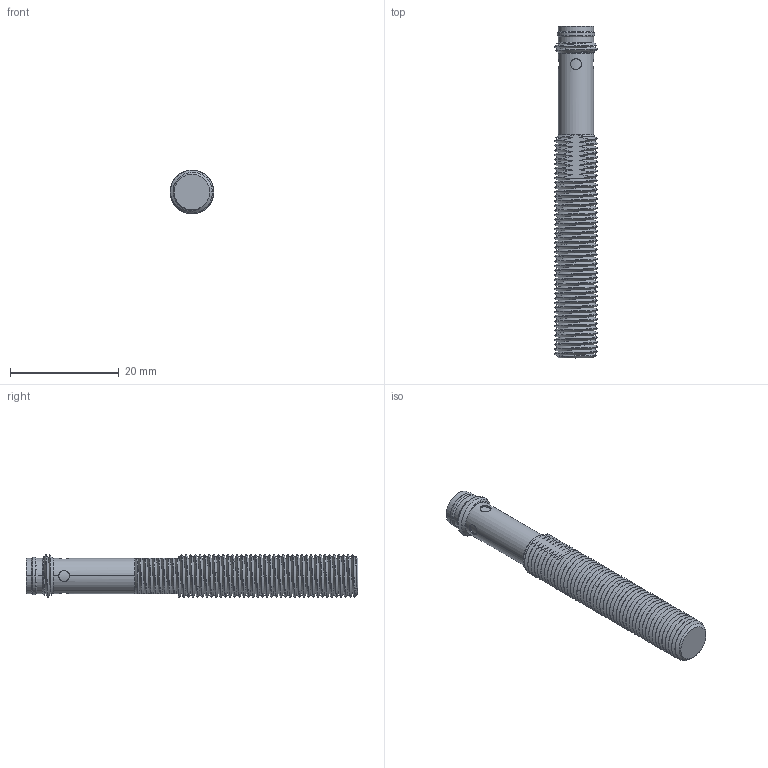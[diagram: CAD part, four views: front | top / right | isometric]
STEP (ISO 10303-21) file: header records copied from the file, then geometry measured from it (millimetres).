
FILE_DESCRIPTION((''),'2;1');
FILE_NAME('OCN1-0802X-XCL3','2017-02-13T',('Administrator'),(''),'PRO/ENGINEER BY PARAMETRIC TECHNOLOGY CORPORATION, 2007170','PRO/ENGINEER BY PARAMETRIC TECHNOLOGY CORPORATION, 2007170','');
FILE_SCHEMA(('CONFIG_CONTROL_DESIGN'));
Length unit declared in the file: millimetre
Products named in the file (1): OCN1-0802X-XCL3
Bounding box: 8 x 61 x 8 mm (x, y, z)
Volume: 2270.5 mm3; surface area: 2434.9 mm2
Topology: 1 solids, 1 shells, 211 faces, 640 edges, 431 vertices
Faces by surface type: cylinder 122, bspline 63, cone 13, plane 7, sphere 6
Entity records: 17151 total; most frequent: CARTESIAN_POINT 12337, ORIENTED_EDGE 1268, EDGE_CURVE 634, DIRECTION 573, VERTEX_POINT 431, B_SPLINE_CURVE_WITH_KNOTS 410, EDGE_LOOP 217, FACE_OUTER_BOUND 211
